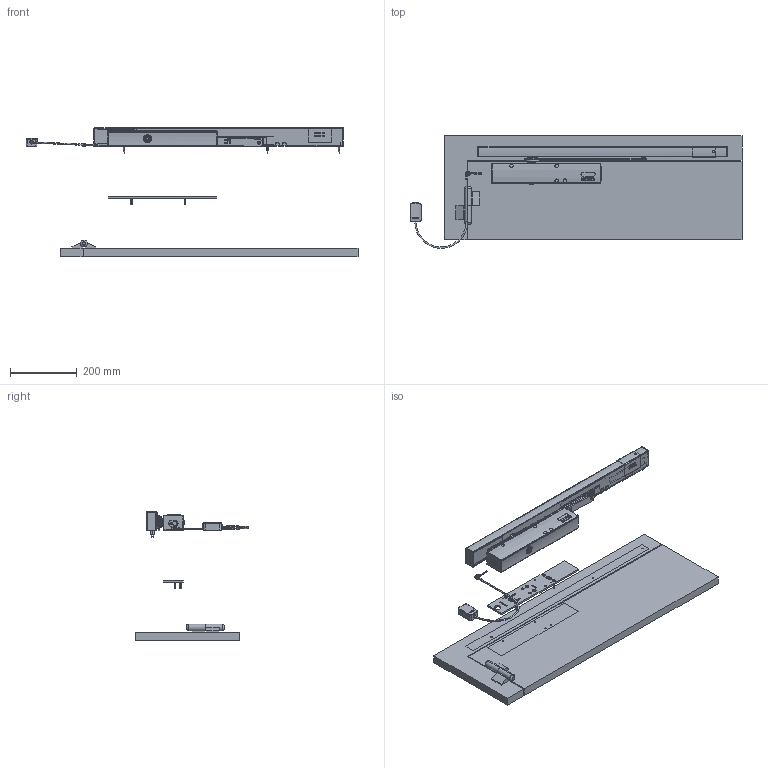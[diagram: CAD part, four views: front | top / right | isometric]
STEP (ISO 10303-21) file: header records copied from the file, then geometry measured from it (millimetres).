
FILE_DESCRIPTION(('Creo Elements/Direct Modeling STEP Export'),'2;1');
FILE_NAME('TS5000-RFS-20547-K-003_O_Montageplatte.stp','2015-05-19T15:31:53',(''),(''),'Creo Elements/Direct Modeling STEP processor for AP214 (Solid Model)','Creo Elements/Direct Modeling 17.0D 15-Jul-2011 (C) Parametric Technology GmbH','');
FILE_SCHEMA(('AUTOMOTIVE_DESIGN { 1 0 10303 214 1 1 1 1 }'));
Length unit declared in the file: millimetre
Products named in the file (24): Schliesser; Hebel; Mitnehmer; Schieber; Endkappe; TS5000EFS; Fluegel; Rahmen; K_Einbau_TS5000; MONTAGEPLATTE_TS4000E_TS5000E; 91420A330.2.1; Anschlusskasten; 20540-6-0921.1; ABC-Spax_5x55.1; Spannscheibe_DIN_6796-5-FST.2; Scheibe_DIN_9021_-_5.3_-_.1; 20540-1-0148_Schraubenzubehoer_R-Gleitschiene_u_BG; 20540-6-0920.1; 20540-2-0312; 20540-2-0298.1.1; 20540-6-0919; 20540-2-0311; 20540-0_R-Gleitschiene; TS5000_RFS_20547-K-003
Assembly tree (29 placements, depth 4):
  TS5000_RFS_20547-K-003
    20540-0_R-Gleitschiene
      20540-2-0311
      20540-6-0919
      20540-2-0298.1.1
      20540-2-0312
      20540-6-0920.1
      20540-1-0148_Schraubenzubehoer_R-Gleitschiene_u_BG
        Spannscheibe_DIN_6796-5-FST.2  x2
        ABC-Spax_5x55.1  x3
        Scheibe_DIN_9021_-_5.3_-_.1
      20540-6-0921.1
    Anschlusskasten
    91420A330.2.1  x4
    MONTAGEPLATTE_TS4000E_TS5000E
    K_Einbau_TS5000
      Rahmen
      Fluegel
    TS5000EFS
      Endkappe
      Schieber
      Mitnehmer
      Hebel
      Schliesser
Bounding box: 991.5 x 336.83 x 386.47 mm (x, y, z)
Volume: 8460396.6 mm3; surface area: 1273851.1 mm2
Topology: 24 solids, 39 shells, 3990 faces, 10807 edges, 6971 vertices
Faces by surface type: plane 2050, cylinder 1053, cone 563, extrusion 208, torus 76, bspline 20, sphere 20
Entity records: 127316 total; most frequent: CARTESIAN_POINT 46197, ORIENTED_EDGE 17611, DIRECTION 14806, EDGE_CURVE 8808, VECTOR 6416, LINE 6208, VERTEX_POINT 5773, AXIS2_PLACEMENT_3D 4195
